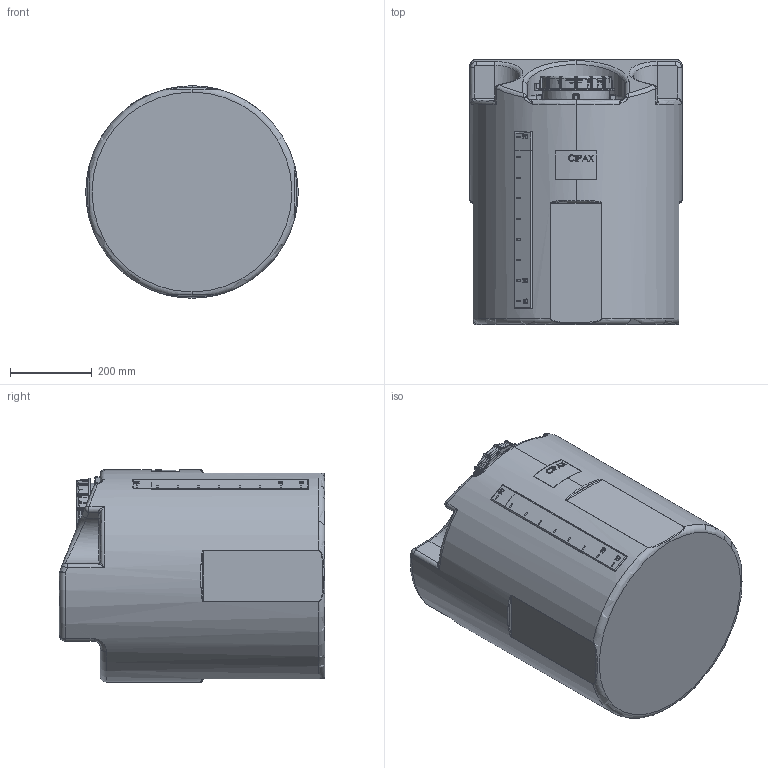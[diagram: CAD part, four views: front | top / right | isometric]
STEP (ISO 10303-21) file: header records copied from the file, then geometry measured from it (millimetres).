
FILE_DESCRIPTION (( 'STEP AP203' ), '1' );
FILE_NAME ('14010 Armatec140142.STEP', '2023-08-29T05:57:30', ( '' ), ( '' ), 'SwSTEP 2.0', 'SolidWorks 2022', '' );
FILE_SCHEMA (( 'CONFIG_CONTROL_DESIGN' ));
Length unit declared in the file: millimetre
Products named in the file (3): 14010; 14010 Armatec140142; Skala 100 liter
Assembly tree (2 placements, depth 2):
  14010 Armatec140142
    14010
    Skala 100 liter
Bounding box: 519.78 x 650 x 520 mm (x, y, z)
Volume: 13128480.7 mm3; surface area: 3221019.7 mm2
Topology: 4 solids, 5 shells, 1083 faces, 2766 edges, 1668 vertices
Faces by surface type: cylinder 367, plane 325, bspline 228, torus 99, sphere 40, cone 24
Full cylindrical faces by diameter (mm): 510 x1
Entity records: 55042 total; most frequent: CARTESIAN_POINT 30893, ORIENTED_EDGE 5406, DIRECTION 4476, EDGE_CURVE 2703, AXIS2_PLACEMENT_3D 1685, VERTEX_POINT 1669, EDGE_LOOP 1136, LINE 1106
